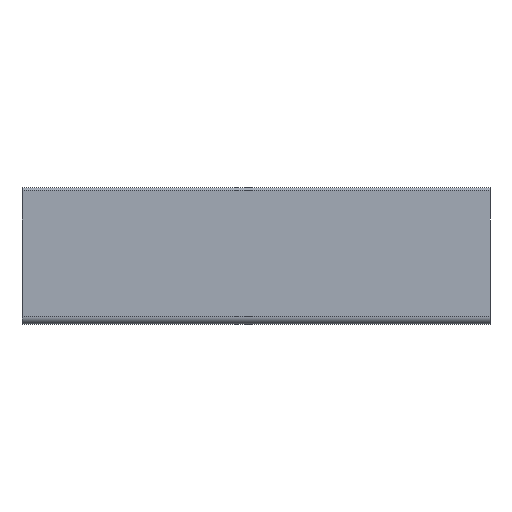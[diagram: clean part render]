
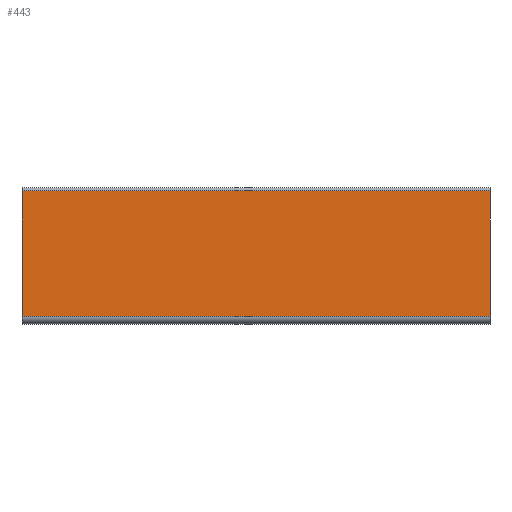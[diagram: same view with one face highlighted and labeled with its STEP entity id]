
A CAD part, left-side view. The second image highlights one B-rep face of the part: STEP entity #443.
In plain terms, the highlighted planar face has unit normal (-1, 0, 0).
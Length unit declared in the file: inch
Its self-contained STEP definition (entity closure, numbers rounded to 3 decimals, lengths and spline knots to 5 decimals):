
#24=CARTESIAN_POINT('',(-0.08,1.96402,-0.57402));
#25=VERTEX_POINT('',#24);
#43=CARTESIAN_POINT('',(-0.08,-4.03598,-0.57402));
#44=VERTEX_POINT('',#43);
#52=CARTESIAN_POINT('',(-0.08,-1.03598,-0.57402));
#53=DIRECTION('',(0.,1.,0.));
#54=VECTOR('',#53,1.);
#55=LINE('',#52,#54);
#56=EDGE_CURVE('',#44,#25,#55,.T.);
#381=CARTESIAN_POINT('',(-0.08,1.96402,1.03598));
#382=VERTEX_POINT('',#381);
#391=CARTESIAN_POINT('',(-0.08,-4.03598,1.03598));
#392=VERTEX_POINT('',#391);
#393=CARTESIAN_POINT('',(-0.08,-1.03598,1.03598));
#394=DIRECTION('',(0.,-1.,0.));
#395=VECTOR('',#394,1.);
#396=LINE('',#393,#395);
#397=EDGE_CURVE('',#382,#392,#396,.T.);
#422=CARTESIAN_POINT('',(-0.08,1.96402,0.57402));
#423=DIRECTION('',(0.,0.,-1.));
#424=VECTOR('',#423,1.);
#425=LINE('',#422,#424);
#426=EDGE_CURVE('',#382,#25,#425,.T.);
#427=ORIENTED_EDGE('',*,*,#426,.T.);
#428=ORIENTED_EDGE('',*,*,#56,.F.);
#429=CARTESIAN_POINT('',(-0.08,-4.03598,0.57402));
#430=DIRECTION('',(0.,0.,1.));
#431=VECTOR('',#430,1.);
#432=LINE('',#429,#431);
#433=EDGE_CURVE('',#44,#392,#432,.T.);
#434=ORIENTED_EDGE('',*,*,#433,.T.);
#435=ORIENTED_EDGE('',*,*,#397,.F.);
#436=EDGE_LOOP('',(#427,#428,#434,#435));
#437=FACE_OUTER_BOUND('',#436,.T.);
#438=CARTESIAN_POINT('',(-0.08,-1.03598,0.23098));
#439=DIRECTION('',(-1.,0.,0.));
#440=DIRECTION('',(0.,0.,1.));
#441=AXIS2_PLACEMENT_3D('',#438,#439,#440);
#442=PLANE('',#441);
#443=ADVANCED_FACE('',(#437),#442,.T.);
